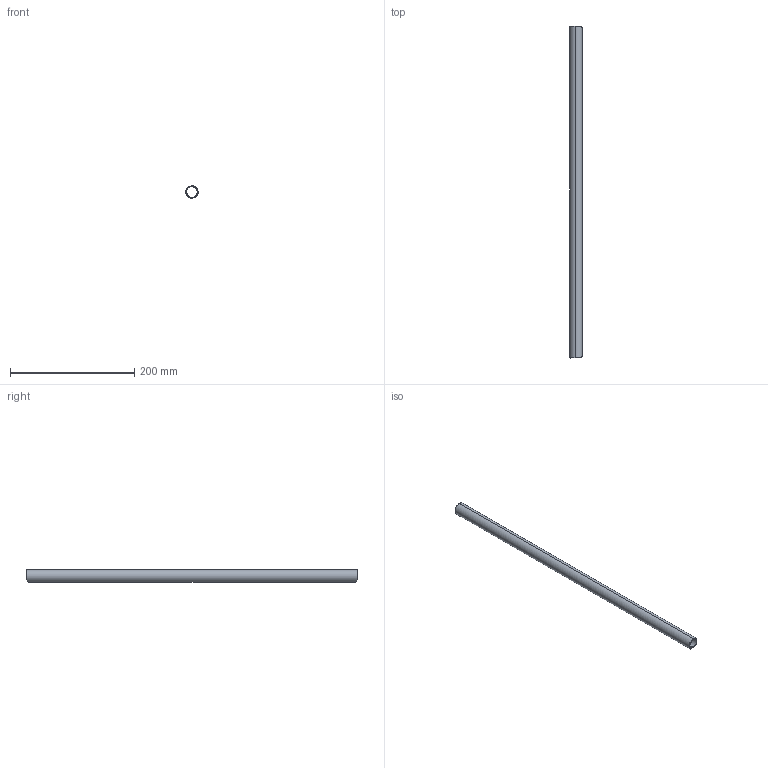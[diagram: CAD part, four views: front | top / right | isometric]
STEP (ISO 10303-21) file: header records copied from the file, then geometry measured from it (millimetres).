
FILE_DESCRIPTION(('CATIA V5 STEP Exchange'),'2;1');
FILE_NAME('44.stp','2023-02-19T09:55:40+00:00',('none'),('none'),'CATIA Version 5 Release 19 SP 2 (IN-10)','CATIA V5 STEP AP203','none');
FILE_SCHEMA(('CONFIG_CONTROL_DESIGN'));
Length unit declared in the file: millimetre
Products named in the file (1): Shape_449
Bounding box: 19.98 x 534.52 x 20 mm (x, y, z)
Volume: 46277.4 mm3; surface area: 61886.8 mm2
Topology: 1 solids, 1 shells, 16 faces, 48 edges, 32 vertices
Faces by surface type: cylinder 12, bspline 4
Entity records: 2924 total; most frequent: CARTESIAN_POINT 2547, ORIENTED_EDGE 96, EDGE_CURVE 48, B_SPLINE_CURVE_WITH_KNOTS 44, VERTEX_POINT 32, DIRECTION 28, ADVANCED_FACE 16, EDGE_LOOP 16
